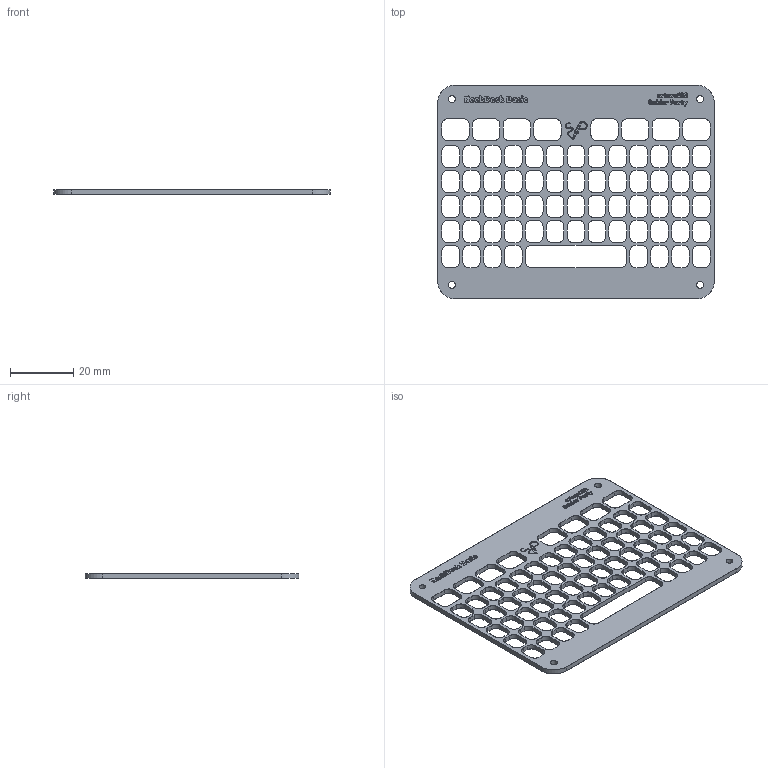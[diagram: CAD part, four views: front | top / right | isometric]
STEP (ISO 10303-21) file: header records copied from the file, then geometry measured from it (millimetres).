
FILE_DESCRIPTION(('KiCad electronic assembly'),'2;1');
FILE_NAME('keebdeck_basic_faceplate.step','2025-02-21T20:05:03',( 'Pcbnew'),('Kicad'),'Open CASCADE STEP processor 7.8', 'KiCad to STEP converter','Unknown');
FILE_SCHEMA(('AUTOMOTIVE_DESIGN { 1 0 10303 214 1 1 1 1 }'));
Length unit declared in the file: millimetre
Products named in the file (4): keebdeck_basic_faceplate 1; keebdeck_basic_faceplate_silkscreen; keebdeck_basic_faceplate_soldermask; keebdeck_basic_faceplate_PCB
Assembly tree (3 placements, depth 2):
  keebdeck_basic_faceplate 1
    keebdeck_basic_faceplate_silkscreen
    keebdeck_basic_faceplate_soldermask
    keebdeck_basic_faceplate_PCB
Bounding box: 87.4 x 67.6 x 1.66 mm (x, y, z)
Volume: 4574.6 mm3; surface area: 15134.8 mm2
Topology: 1 solids, 75 shells, 640 faces, 6690 edges, 6125 vertices
Faces by surface type: plane 356, cylinder 284
Full cylindrical faces by diameter (mm): 2.2 x4
Entity records: 62049 total; most frequent: CARTESIAN_POINT 13460, DIRECTION 9250, ORIENTED_EDGE 8382, EDGE_CURVE 6690, VERTEX_POINT 6126, LINE 5418, VECTOR 5418, AXIS2_PLACEMENT_3D 1916
